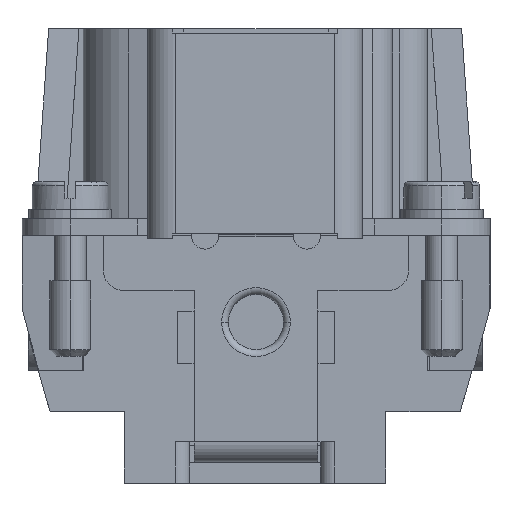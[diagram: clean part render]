
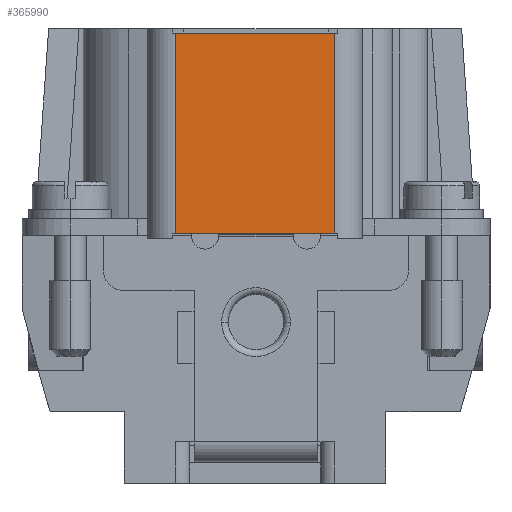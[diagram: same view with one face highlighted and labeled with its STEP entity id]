
A CAD part, left-side view. The second image highlights one B-rep face of the part: STEP entity #365990.
In plain terms, the highlighted face is planar.
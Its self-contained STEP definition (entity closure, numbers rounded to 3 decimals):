
#90020=CARTESIAN_POINT('',(75.064,56.002,18.1));
#90030=VERTEX_POINT('',#90020);
#90060=CARTESIAN_POINT('',(75.064,56.002,0.));
#90070=DIRECTION('',(0.,0.,-1.));
#90080=VECTOR('',#90070,1.);
#90090=LINE('',#90060,#90080);
#90100=CARTESIAN_POINT('',(75.064,56.002,32.7));
#90110=VERTEX_POINT('',#90100);
#90120=EDGE_CURVE('',#90110,#90030,#90090,.T.);
#190090=CARTESIAN_POINT('',(75.064,44.402,32.7));
#190100=VERTEX_POINT('',#190090);
#190130=CARTESIAN_POINT('',(75.064,44.402,0.));
#190140=DIRECTION('',(0.,0.,1.));
#190150=VECTOR('',#190140,1.);
#190160=LINE('',#190130,#190150);
#190170=CARTESIAN_POINT('',(75.064,44.402,18.1));
#190180=VERTEX_POINT('',#190170);
#190190=EDGE_CURVE('',#190180,#190100,#190160,.T.);
#192310=CARTESIAN_POINT('',(75.064,0.,18.1));
#192320=DIRECTION('',(0.,1.,0.));
#192330=VECTOR('',#192320,1.);
#192340=LINE('',#192310,#192330);
#192350=EDGE_CURVE('',#190180,#90030,#192340,.T.);
#205160=CARTESIAN_POINT('',(75.064,0.,32.7));
#205170=DIRECTION('',(0.,-1.,0.));
#205180=VECTOR('',#205170,1.);
#205190=LINE('',#205160,#205180);
#205200=EDGE_CURVE('',#90110,#190100,#205190,.T.);
#365880=CARTESIAN_POINT('',(75.064,67.202,0.));
#365890=DIRECTION('',(1.,0.,0.));
#365900=DIRECTION('',(0.,-1.,0.));
#365910=AXIS2_PLACEMENT_3D('',#365880,#365890,#365900);
#365920=PLANE('',#365910);
#365930=ORIENTED_EDGE('',*,*,#190190,.F.);
#365940=ORIENTED_EDGE('',*,*,#205200,.T.);
#365950=ORIENTED_EDGE('',*,*,#90120,.F.);
#365960=ORIENTED_EDGE('',*,*,#192350,.T.);
#365970=EDGE_LOOP('',(#365960,#365950,#365940,#365930));
#365980=FACE_OUTER_BOUND('',#365970,.T.);
#365990=ADVANCED_FACE('',(#365980),#365920,.T.);
